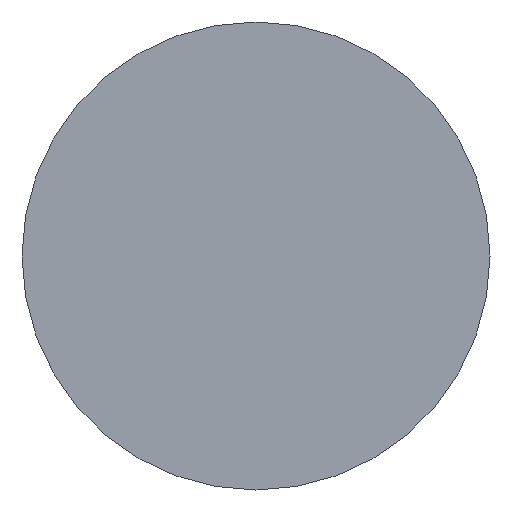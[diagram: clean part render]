
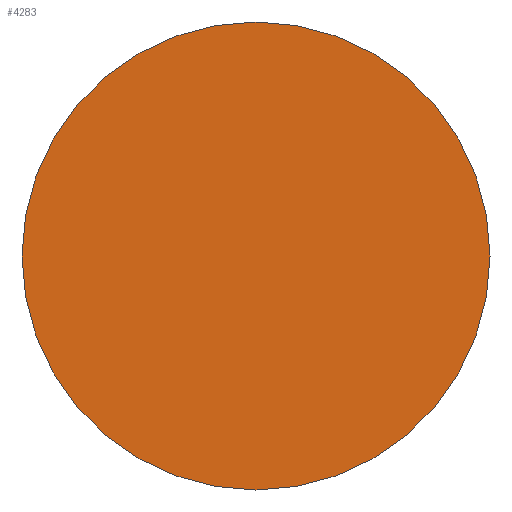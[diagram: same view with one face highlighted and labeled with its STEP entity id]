
A CAD part, left-side view. The second image highlights one B-rep face of the part: STEP entity #4283.
In plain terms, the highlighted planar face has unit normal (-1, 0, 0).
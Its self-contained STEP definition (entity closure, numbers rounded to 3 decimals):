
#81 = CIRCLE ( 'NONE', #3413, 11. ) ;
#199 = DIRECTION ( 'NONE',  ( 0., 0., 1. ) ) ;
#621 = DIRECTION ( 'NONE',  ( 1., 0., 0. ) ) ;
#1050 = CARTESIAN_POINT ( 'NONE',  ( 0., 0., 0. ) ) ;
#1453 = AXIS2_PLACEMENT_3D ( 'NONE', #1050, #3300, #4162 ) ;
#1470 = EDGE_LOOP ( 'NONE', ( #4155, #4569 ) ) ;
#1568 = CARTESIAN_POINT ( 'NONE',  ( 0., 0., 0. ) ) ;
#1789 = FACE_OUTER_BOUND ( 'NONE', #1470, .T. ) ;
#2054 = EDGE_CURVE ( 'NONE', #4737, #3720, #5038, .T. ) ;
#2410 = DIRECTION ( 'NONE',  ( -1., 0., 0. ) ) ;
#2504 = DIRECTION ( 'NONE',  ( 0., 0., -1. ) ) ;
#2903 = EDGE_CURVE ( 'NONE', #3720, #4737, #81, .T. ) ;
#3300 = DIRECTION ( 'NONE',  ( -1., 0., 0. ) ) ;
#3413 = AXIS2_PLACEMENT_3D ( 'NONE', #1568, #2410, #199 ) ;
#3720 = VERTEX_POINT ( 'NONE', #4219 ) ;
#4086 = AXIS2_PLACEMENT_3D ( 'NONE', #4536, #621, #2504 ) ;
#4155 = ORIENTED_EDGE ( 'NONE', *, *, #2903, .T. ) ;
#4162 = DIRECTION ( 'NONE',  ( 0., 0., 1. ) ) ;
#4206 = CARTESIAN_POINT ( 'NONE',  ( 0., 0., -11. ) ) ;
#4219 = CARTESIAN_POINT ( 'NONE',  ( 0., 0., 11. ) ) ;
#4283 = ADVANCED_FACE ( 'NONE', ( #1789 ), #4441, .F. ) ;
#4441 = PLANE ( 'NONE',  #4086 ) ;
#4536 = CARTESIAN_POINT ( 'NONE',  ( 0., 0., 0. ) ) ;
#4569 = ORIENTED_EDGE ( 'NONE', *, *, #2054, .T. ) ;
#4737 = VERTEX_POINT ( 'NONE', #4206 ) ;
#5038 = CIRCLE ( 'NONE', #1453, 11. ) ;
